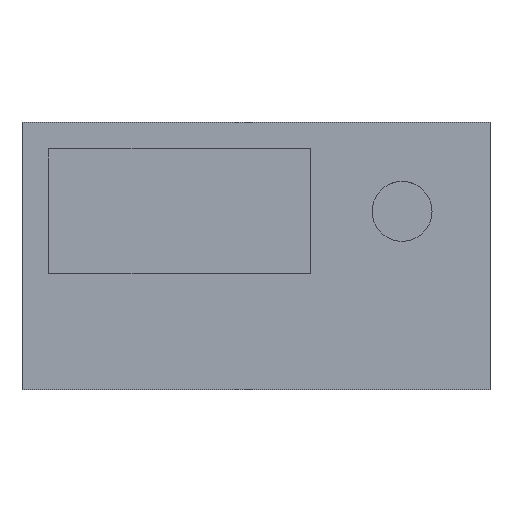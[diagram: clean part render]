
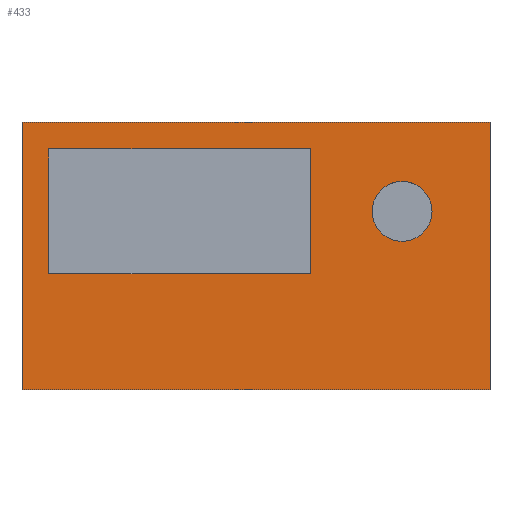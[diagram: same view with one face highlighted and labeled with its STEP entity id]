
A CAD part, top view. The second image highlights one B-rep face of the part: STEP entity #433.
In plain terms, the highlighted planar face has unit normal (0, 0, 1).
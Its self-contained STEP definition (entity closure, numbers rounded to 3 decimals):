
#233=CARTESIAN_POINT('Vertex',(175.,100.,40.)) ;
#247=CARTESIAN_POINT('Vertex',(0.,100.,40.)) ;
#250=CARTESIAN_POINT('Line Origine',(87.5,100.,40.)) ;
#285=CARTESIAN_POINT('Vertex',(0.,0.,40.)) ;
#299=CARTESIAN_POINT('Vertex',(175.,0.,40.)) ;
#302=CARTESIAN_POINT('Line Origine',(87.5,0.,40.)) ;
#324=CARTESIAN_POINT('Line Origine',(175.,50.,40.)) ;
#346=CARTESIAN_POINT('Line Origine',(0.,50.,40.)) ;
#370=CARTESIAN_POINT('Axis2P3D Location',(0.,0.,40.)) ;
#381=CARTESIAN_POINT('Axis2P3D Location',(142.116,66.641,40.)) ;
#385=CARTESIAN_POINT('Vertex',(153.314,66.641,40.)) ;
#387=CARTESIAN_POINT('Vertex',(130.917,66.641,40.)) ;
#390=CARTESIAN_POINT('Axis2P3D Location',(142.116,66.641,40.)) ;
#399=CARTESIAN_POINT('Line Origine',(107.901,66.641,40.)) ;
#403=CARTESIAN_POINT('Vertex',(107.901,43.281,40.)) ;
#405=CARTESIAN_POINT('Vertex',(107.901,90.,40.)) ;
#408=CARTESIAN_POINT('Line Origine',(58.951,43.281,40.)) ;
#412=CARTESIAN_POINT('Vertex',(10.,43.281,40.)) ;
#415=CARTESIAN_POINT('Line Origine',(10.,66.641,40.)) ;
#419=CARTESIAN_POINT('Vertex',(10.,90.,40.)) ;
#422=CARTESIAN_POINT('Line Origine',(58.951,90.,40.)) ;
#252=VECTOR('Line Direction',#251,1.) ;
#304=VECTOR('Line Direction',#303,1.) ;
#326=VECTOR('Line Direction',#325,1.) ;
#348=VECTOR('Line Direction',#347,1.) ;
#401=VECTOR('Line Direction',#400,1.) ;
#410=VECTOR('Line Direction',#409,1.) ;
#417=VECTOR('Line Direction',#416,1.) ;
#424=VECTOR('Line Direction',#423,1.) ;
#251=DIRECTION('Vector Direction',(-1.,0.,0.)) ;
#303=DIRECTION('Vector Direction',(1.,0.,0.)) ;
#325=DIRECTION('Vector Direction',(0.,1.,0.)) ;
#347=DIRECTION('Vector Direction',(0.,-1.,0.)) ;
#371=DIRECTION('Axis2P3D Direction',(0.,0.,1.)) ;
#372=DIRECTION('Axis2P3D XDirection',(1.,0.,0.)) ;
#382=DIRECTION('Axis2P3D Direction',(0.,0.,1.)) ;
#391=DIRECTION('Axis2P3D Direction',(0.,0.,1.)) ;
#400=DIRECTION('Vector Direction',(0.,1.,0.)) ;
#409=DIRECTION('Vector Direction',(-1.,0.,0.)) ;
#416=DIRECTION('Vector Direction',(0.,-1.,0.)) ;
#423=DIRECTION('Vector Direction',(1.,0.,0.)) ;
#373=AXIS2_PLACEMENT_3D('Plane Axis2P3D',#370,#371,#372) ;
#383=AXIS2_PLACEMENT_3D('Circle Axis2P3D',#381,#382,$) ;
#392=AXIS2_PLACEMENT_3D('Circle Axis2P3D',#390,#391,$) ;
#253=LINE('Line',#250,#252) ;
#305=LINE('Line',#302,#304) ;
#327=LINE('Line',#324,#326) ;
#349=LINE('Line',#346,#348) ;
#402=LINE('Line',#399,#401) ;
#411=LINE('Line',#408,#410) ;
#418=LINE('Line',#415,#417) ;
#425=LINE('Line',#422,#424) ;
#384=CIRCLE('generated circle',#383,11.198) ;
#393=CIRCLE('generated circle',#392,11.198) ;
#374=PLANE('',#373) ;
#398=FACE_BOUND('',#395,.T.) ;
#432=FACE_BOUND('',#427,.T.) ;
#254=EDGE_CURVE('',#234,#248,#253,.T.) ;
#306=EDGE_CURVE('',#286,#300,#305,.T.) ;
#328=EDGE_CURVE('',#300,#234,#327,.T.) ;
#350=EDGE_CURVE('',#248,#286,#349,.T.) ;
#389=EDGE_CURVE('',#386,#388,#384,.T.) ;
#394=EDGE_CURVE('',#388,#386,#393,.T.) ;
#407=EDGE_CURVE('',#404,#406,#402,.T.) ;
#414=EDGE_CURVE('',#413,#404,#411,.F.) ;
#421=EDGE_CURVE('',#420,#413,#418,.T.) ;
#426=EDGE_CURVE('',#406,#420,#425,.F.) ;
#376=ORIENTED_EDGE('',*,*,#306,.T.) ;
#377=ORIENTED_EDGE('',*,*,#328,.T.) ;
#378=ORIENTED_EDGE('',*,*,#254,.T.) ;
#379=ORIENTED_EDGE('',*,*,#350,.T.) ;
#396=ORIENTED_EDGE('',*,*,#389,.F.) ;
#397=ORIENTED_EDGE('',*,*,#394,.F.) ;
#428=ORIENTED_EDGE('',*,*,#407,.F.) ;
#429=ORIENTED_EDGE('',*,*,#414,.F.) ;
#430=ORIENTED_EDGE('',*,*,#421,.F.) ;
#431=ORIENTED_EDGE('',*,*,#426,.F.) ;
#375=EDGE_LOOP('',(#376,#377,#378,#379)) ;
#395=EDGE_LOOP('',(#396,#397)) ;
#427=EDGE_LOOP('',(#428,#429,#430,#431)) ;
#234=VERTEX_POINT('',#233) ;
#248=VERTEX_POINT('',#247) ;
#286=VERTEX_POINT('',#285) ;
#300=VERTEX_POINT('',#299) ;
#386=VERTEX_POINT('',#385) ;
#388=VERTEX_POINT('',#387) ;
#404=VERTEX_POINT('',#403) ;
#406=VERTEX_POINT('',#405) ;
#413=VERTEX_POINT('',#412) ;
#420=VERTEX_POINT('',#419) ;
#433=ADVANCED_FACE('PartBody',(#380,#398,#432),#374,.T.) ;
#380=FACE_OUTER_BOUND('',#375,.T.) ;
